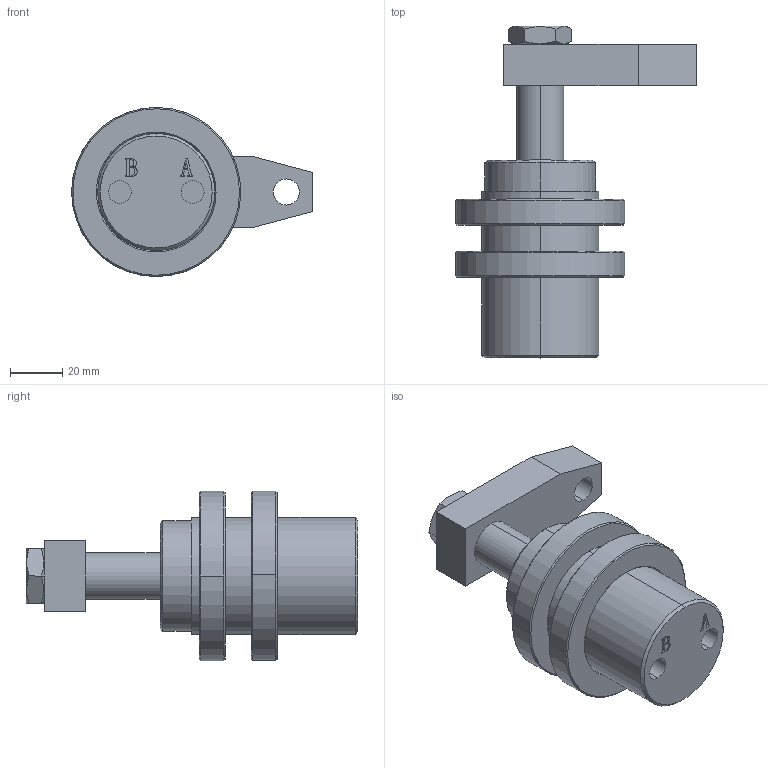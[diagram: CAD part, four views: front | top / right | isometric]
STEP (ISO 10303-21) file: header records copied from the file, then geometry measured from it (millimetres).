
FILE_DESCRIPTION (( 'STEP AP203' ), '1' );
FILE_NAME ('HSL-TB25S.STEP', '2019-10-06T06:37:53', ( '微软用户' ), ( '微软中国' ), 'SwSTEP 2.0', 'SolidWorks 2012', '' );
FILE_SCHEMA (( 'CONFIG_CONTROL_DESIGN' ));
Length unit declared in the file: millimetre
Products named in the file (6): HSL-TB25S掛极; HSL-25S蛌褒詰裝; HSL-25S揤旋杻秶; hex thin nuts-grades ab-chamfered gb_GB_FASTENER_NUT_STNAB M14-N; HSL-TB25S; 蹟譫
Assembly tree (6 placements, depth 2):
  HSL-TB25S
    HSL-TB25S掛极
    HSL-25S蛌褒詰裝
    HSL-25S揤旋杻秶
    hex thin nuts-grades ab-chamfered gb_GB_FASTENER_NUT_STNAB M14-N
    蹟譫  x2
Bounding box: 92.5 x 127.5 x 65 mm (x, y, z)
Volume: 178013.6 mm3; surface area: 47222.2 mm2
Topology: 6 solids, 6 shells, 157 faces, 358 edges, 226 vertices
Faces by surface type: plane 69, cone 34, cylinder 32, bspline 16, torus 6
Entity records: 5536 total; most frequent: CARTESIAN_POINT 1664, ORIENTED_EDGE 660, DIRECTION 654, EDGE_CURVE 330, AXIS2_PLACEMENT_3D 232, VERTEX_POINT 210, VECTOR 190, LINE 190
